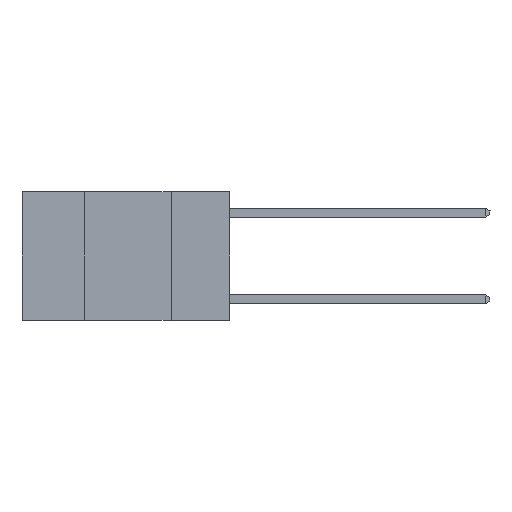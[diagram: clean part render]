
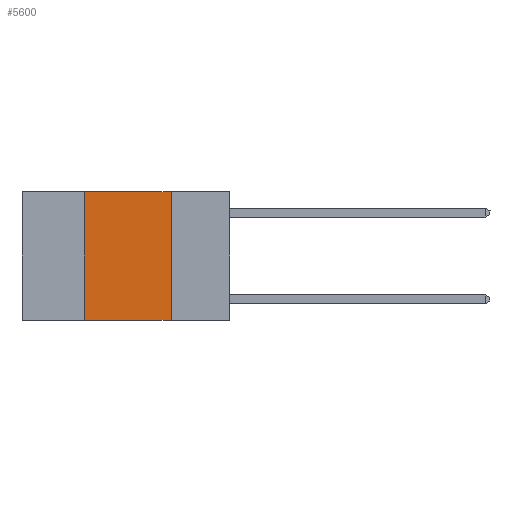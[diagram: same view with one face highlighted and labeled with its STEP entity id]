
A CAD part, left-side view. The second image highlights one B-rep face of the part: STEP entity #5600.
In plain terms, the highlighted planar face has unit normal (-1, 0, 0).
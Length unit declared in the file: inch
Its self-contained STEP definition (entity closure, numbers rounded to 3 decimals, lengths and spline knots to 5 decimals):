
#360 = VERTEX_POINT ( 'NONE', #9415 ) ;
#482 = EDGE_LOOP ( 'NONE', ( #3636, #12120, #4596, #9524 ) ) ;
#1015 = VECTOR ( 'NONE', #1299, 39.37008 ) ;
#1138 = AXIS2_PLACEMENT_3D ( 'NONE', #1701, #4813, #12259 ) ;
#1299 = DIRECTION ( 'NONE',  ( 0., 0., 1. ) ) ;
#1357 = VERTEX_POINT ( 'NONE', #5584 ) ;
#1473 = EDGE_CURVE ( 'NONE', #6599, #1357, #9751, .T. ) ;
#1701 = CARTESIAN_POINT ( 'NONE',  ( 0., 0.6, 0. ) ) ;
#2007 = DIRECTION ( 'NONE',  ( 0., 0., -1. ) ) ;
#2757 = CARTESIAN_POINT ( 'NONE',  ( 0., 0.6, -0.37 ) ) ;
#2990 = LINE ( 'NONE', #2757, #10541 ) ;
#3394 = CARTESIAN_POINT ( 'NONE',  ( 0., 0.6, 0. ) ) ;
#3636 = ORIENTED_EDGE ( 'NONE', *, *, #10146, .F. ) ;
#3923 = CARTESIAN_POINT ( 'NONE',  ( 0., 0.42, 0. ) ) ;
#4490 = DIRECTION ( 'NONE',  ( 0., -1., 0. ) ) ;
#4596 = ORIENTED_EDGE ( 'NONE', *, *, #1473, .F. ) ;
#4632 = FACE_OUTER_BOUND ( 'NONE', #482, .T. ) ;
#4710 = VECTOR ( 'NONE', #2007, 39.37008 ) ;
#4813 = DIRECTION ( 'NONE',  ( 1., 0., 0. ) ) ;
#5584 = CARTESIAN_POINT ( 'NONE',  ( 0., 0.42, 0. ) ) ;
#5600 = ADVANCED_FACE ( 'NONE', ( #4632 ), #10345, .F. ) ;
#6011 = CARTESIAN_POINT ( 'NONE',  ( 0., 0.42, -0.37 ) ) ;
#6294 = LINE ( 'NONE', #6423, #4710 ) ;
#6423 = CARTESIAN_POINT ( 'NONE',  ( 0., 0.17, 0. ) ) ;
#6599 = VERTEX_POINT ( 'NONE', #6011 ) ;
#7174 = LINE ( 'NONE', #3394, #10072 ) ;
#8383 = VERTEX_POINT ( 'NONE', #10623 ) ;
#8501 = EDGE_CURVE ( 'NONE', #6599, #360, #2990, .T. ) ;
#9415 = CARTESIAN_POINT ( 'NONE',  ( 0., 0.17, -0.37 ) ) ;
#9524 = ORIENTED_EDGE ( 'NONE', *, *, #8501, .T. ) ;
#9609 = EDGE_CURVE ( 'NONE', #1357, #8383, #7174, .T. ) ;
#9751 = LINE ( 'NONE', #3923, #1015 ) ;
#10072 = VECTOR ( 'NONE', #4490, 39.37008 ) ;
#10146 = EDGE_CURVE ( 'NONE', #8383, #360, #6294, .T. ) ;
#10345 = PLANE ( 'NONE',  #1138 ) ;
#10541 = VECTOR ( 'NONE', #10677, 39.37008 ) ;
#10623 = CARTESIAN_POINT ( 'NONE',  ( 0., 0.17, 0. ) ) ;
#10677 = DIRECTION ( 'NONE',  ( 0., -1., 0. ) ) ;
#12120 = ORIENTED_EDGE ( 'NONE', *, *, #9609, .F. ) ;
#12259 = DIRECTION ( 'NONE',  ( 0., 0., -1. ) ) ;
